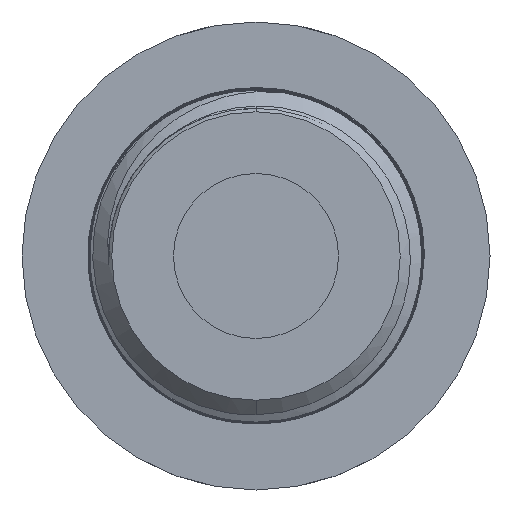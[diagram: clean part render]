
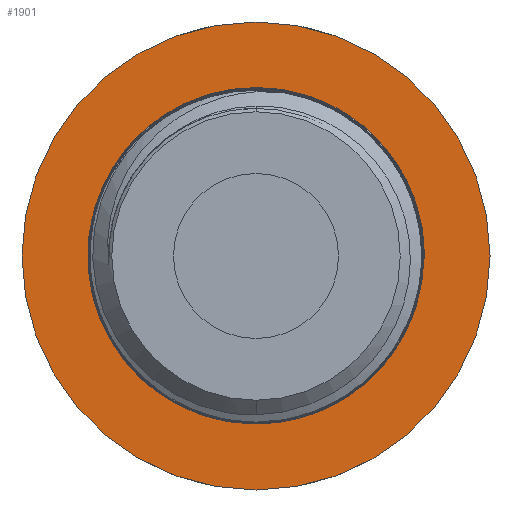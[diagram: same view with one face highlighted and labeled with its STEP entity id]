
A CAD part, front view. The second image highlights one B-rep face of the part: STEP entity #1901.
In plain terms, the highlighted planar face has unit normal (0, -1, 0).
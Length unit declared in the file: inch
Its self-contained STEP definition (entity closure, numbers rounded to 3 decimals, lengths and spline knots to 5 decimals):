
#25=CARTESIAN_POINT('',(0.21448,-1.09028,0.26059));
#156=CARTESIAN_POINT('',(0.,-1.09028,0.));
#157=DIRECTION('',(0.,1.,0.));
#158=DIRECTION('',(0.,0.,1.));
#159=AXIS2_PLACEMENT_3D('',#156,#157,#158);
#161=CARTESIAN_POINT('',(0.,-1.09028,0.));
#162=DIRECTION('',(0.,1.,0.));
#163=DIRECTION('',(0.,0.,-1.));
#164=AXIS2_PLACEMENT_3D('',#161,#162,#163);
#166=CARTESIAN_POINT('',(-0.21359,-1.09028,
-0.21359));
#167=CARTESIAN_POINT('',(-0.20087,-1.09028,
-0.22764));
#168=CARTESIAN_POINT('',(-0.17337,-1.09028,
-0.25293));
#169=CARTESIAN_POINT('',(-0.12461,-1.09028,
-0.28313));
#170=CARTESIAN_POINT('',(-0.07228,-1.09028,
-0.30364));
#171=CARTESIAN_POINT('',(-0.01553,-1.09028,
-0.31449));
#172=CARTESIAN_POINT('',(0.04153,-1.09028,
-0.31485));
#173=CARTESIAN_POINT('',(0.09882,-1.09028,
-0.30475));
#174=CARTESIAN_POINT('',(0.15292,-1.09028,
-0.28449));
#175=CARTESIAN_POINT('',(0.20284,-1.09028,
-0.25492));
#176=CARTESIAN_POINT('',(0.24747,-1.09028,
-0.21595));
#177=CARTESIAN_POINT('',(0.28397,-1.09028,
-0.17037));
#178=CARTESIAN_POINT('',(0.31251,-1.09028,
-0.1175));
#179=CARTESIAN_POINT('',(0.33104,-1.09028,
-0.06072));
#180=CARTESIAN_POINT('',(0.33658,-1.09028,
-0.0206));
#181=CARTESIAN_POINT('',(0.3375,-1.09028,
0.00007));
#183=CARTESIAN_POINT('',(0.,-1.09028,0.));
#184=DIRECTION('',(0.,-1.,0.));
#185=DIRECTION('',(1.,0.,0.));
#186=AXIS2_PLACEMENT_3D('',#183,#184,#185);
#188=CARTESIAN_POINT('',(0.21448,-1.09028,
0.26059));
#189=CARTESIAN_POINT('',(0.19886,-1.09028,
0.27228));
#190=CARTESIAN_POINT('',(0.16619,-1.09028,
0.29262));
#191=CARTESIAN_POINT('',(0.11248,-1.09028,
0.31424));
#192=CARTESIAN_POINT('',(0.05637,-1.09028,
0.32627));
#193=CARTESIAN_POINT('',(-0.00023,-1.09028,
0.32833));
#194=CARTESIAN_POINT('',(-0.05592,-1.09028,
0.3209));
#195=CARTESIAN_POINT('',(-0.10936,-1.09028,
0.30387));
#196=CARTESIAN_POINT('',(-0.1584,-1.09028,
0.27843));
#197=CARTESIAN_POINT('',(-0.20241,-1.09028,
0.24466));
#198=CARTESIAN_POINT('',(-0.23934,-1.09028,
0.20478));
#199=CARTESIAN_POINT('',(-0.26974,-1.09028,
0.15708));
#200=CARTESIAN_POINT('',(-0.29042,-1.09028,
0.10663));
#201=CARTESIAN_POINT('',(-0.3019,-1.09028,
0.05334));
#202=CARTESIAN_POINT('',(-0.3032,-1.09028,
0.01788));
#203=CARTESIAN_POINT('',(-0.30228,-1.09028,
0.));
#205=CARTESIAN_POINT('',(-0.30228,-1.09028,
0.));
#206=CARTESIAN_POINT('',(-0.30228,-1.09028,
-0.00495));
#207=CARTESIAN_POINT('',(-0.30152,-1.09028,
-0.03462));
#208=CARTESIAN_POINT('',(-0.2921,-1.09028,
-0.08862));
#209=CARTESIAN_POINT('',(-0.26176,-1.09028,
-0.1569));
#210=CARTESIAN_POINT('',(-0.23108,-1.09028,
-0.19613));
#211=CARTESIAN_POINT('',(-0.21359,-1.09028,
-0.21359));
#1301=VERTEX_POINT('',#25);
#1302=CARTESIAN_POINT('',(0.3375,-1.09028,
0.00007));
#1303=VERTEX_POINT('',#1302);
#1311=VERTEX_POINT('',#166);
#1318=CARTESIAN_POINT('',(0.,-1.09028,0.46875));
#1319=CARTESIAN_POINT('',(0.,-1.09028,-0.46875));
#1320=VERTEX_POINT('',#1318);
#1321=VERTEX_POINT('',#1319);
#1322=VERTEX_POINT('',#203);
#1882=CARTESIAN_POINT('',(-0.46875,-1.09028,0.));
#1883=DIRECTION('',(0.,-1.,0.));
#1884=DIRECTION('',(0.,0.,-1.));
#1885=AXIS2_PLACEMENT_3D('',#1882,#1883,#1884);
#1886=PLANE('',#1885);
#1888=ORIENTED_EDGE('',*,*,#1887,.T.);
#1890=ORIENTED_EDGE('',*,*,#1889,.T.);
#1891=EDGE_LOOP('',(#1888,#1890));
#1892=FACE_OUTER_BOUND('',#1891,.F.);
#1893=ORIENTED_EDGE('',*,*,#1860,.T.);
#1894=ORIENTED_EDGE('',*,*,#1410,.T.);
#1896=ORIENTED_EDGE('',*,*,#1895,.T.);
#1898=ORIENTED_EDGE('',*,*,#1897,.T.);
#1899=EDGE_LOOP('',(#1893,#1894,#1896,#1898));
#1900=FACE_BOUND('',#1899,.F.);
#160=CIRCLE('',#159,0.46875);
#165=CIRCLE('',#164,0.46875);
#182=B_SPLINE_CURVE_WITH_KNOTS('',3,(#166,#167,#168,#169,#170,#171,#172,#173,
#174,#175,#176,#177,#178,#179,#180,#181),.UNSPECIFIED.,.F.,.F.,(4,1,1,1,1,1,1,1,
1,1,1,1,1,4),(0.,0.07692,0.15385,0.23077,
0.30769,0.38462,0.46154,0.53846,
0.61538,0.69231,0.76923,0.84615,
0.92308,1.),.UNSPECIFIED.);
#187=CIRCLE('',#186,0.3375);
#204=B_SPLINE_CURVE_WITH_KNOTS('',3,(#188,#189,#190,#191,#192,#193,#194,#195,
#196,#197,#198,#199,#200,#201,#202,#203),.UNSPECIFIED.,.F.,.F.,(4,1,1,1,1,1,1,1,
1,1,1,1,1,4),(0.,0.07692,0.15385,0.23077,
0.30769,0.38462,0.46154,0.53846,
0.61538,0.69231,0.76923,0.84615,
0.92308,1.),.UNSPECIFIED.);
#212=B_SPLINE_CURVE_WITH_KNOTS('',3,(#205,#206,#207,#208,#209,#210,#211),
.UNSPECIFIED.,.F.,.F.,(4,1,1,1,4),(0.,0.06251,0.37501,
0.6875,1.),.UNSPECIFIED.);
#1410=EDGE_CURVE('',#1303,#1301,#187,.T.);
#1860=EDGE_CURVE('',#1311,#1303,#182,.T.);
#1887=EDGE_CURVE('',#1320,#1321,#160,.T.);
#1889=EDGE_CURVE('',#1321,#1320,#165,.T.);
#1895=EDGE_CURVE('',#1301,#1322,#204,.T.);
#1897=EDGE_CURVE('',#1322,#1311,#212,.T.);
#1901=ADVANCED_FACE('',(#1892,#1900),#1886,.T.);
